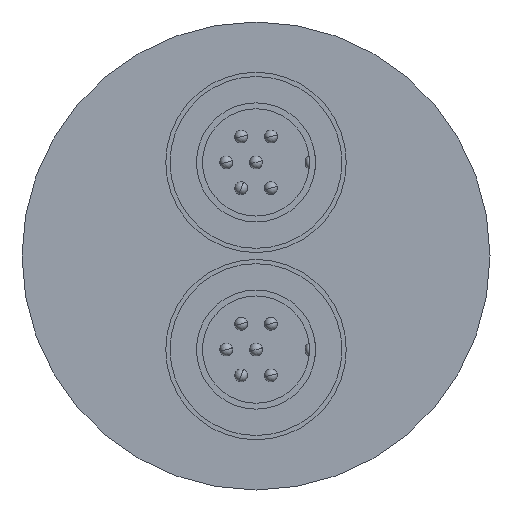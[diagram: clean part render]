
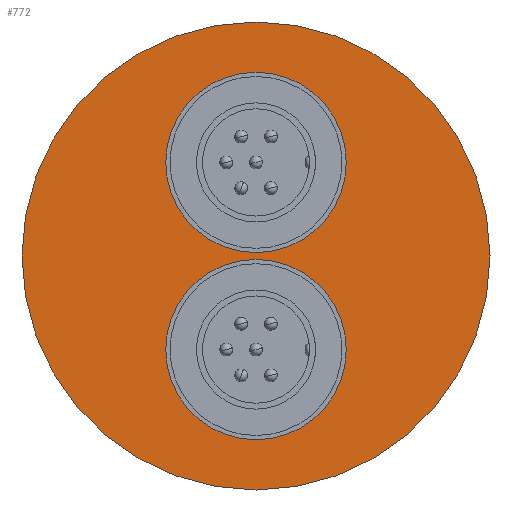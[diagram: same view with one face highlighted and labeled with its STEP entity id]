
A CAD part, front view. The second image highlights one B-rep face of the part: STEP entity #772.
In plain terms, the highlighted face is planar.
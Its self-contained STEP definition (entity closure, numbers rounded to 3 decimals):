
#128 = EDGE_LOOP ( 'NONE', ( #563, #2815 ) ) ;
#195 = AXIS2_PLACEMENT_3D ( 'NONE', #1985, #415, #2241 ) ;
#230 = CARTESIAN_POINT ( 'NONE',  ( 0., 0., -11. ) ) ;
#231 = CARTESIAN_POINT ( 'NONE',  ( 0., 0., 11. ) ) ;
#276 = AXIS2_PLACEMENT_3D ( 'NONE', #231, #2059, #494 ) ;
#300 = ORIENTED_EDGE ( 'NONE', *, *, #3318, .F. ) ;
#320 = AXIS2_PLACEMENT_3D ( 'NONE', #2303, #755, #2579 ) ;
#386 = AXIS2_PLACEMENT_3D ( 'NONE', #2496, #3292, #933 ) ;
#388 = VERTEX_POINT ( 'NONE', #2002 ) ;
#415 = DIRECTION ( 'NONE',  ( 1., 0., 0. ) ) ;
#480 = EDGE_CURVE ( 'NONE', #1664, #3378, #1363, .T. ) ;
#492 = DIRECTION ( 'NONE',  ( 0., 0., 1. ) ) ;
#494 = DIRECTION ( 'NONE',  ( 0., 0., 1. ) ) ;
#563 = ORIENTED_EDGE ( 'NONE', *, *, #480, .F. ) ;
#637 = CIRCLE ( 'NONE', #687, 10.6 ) ;
#687 = AXIS2_PLACEMENT_3D ( 'NONE', #230, #2058, #492 ) ;
#755 = DIRECTION ( 'NONE',  ( -1., 0., 0. ) ) ;
#756 = CIRCLE ( 'NONE', #851, 27.5 ) ;
#772 = ADVANCED_FACE ( 'NONE', ( #796, #1403, #2091 ), #2231, .T. ) ;
#774 = VERTEX_POINT ( 'NONE', #1461 ) ;
#796 = FACE_BOUND ( 'NONE', #1022, .T. ) ;
#851 = AXIS2_PLACEMENT_3D ( 'NONE', #1424, #3266, #1678 ) ;
#933 = DIRECTION ( 'NONE',  ( 0., 0., 1. ) ) ;
#1022 = EDGE_LOOP ( 'NONE', ( #2676, #300 ) ) ;
#1149 = EDGE_CURVE ( 'NONE', #774, #388, #756, .T. ) ;
#1184 = CARTESIAN_POINT ( 'NONE',  ( 0., 0., -11. ) ) ;
#1353 = CIRCLE ( 'NONE', #2116, 10.6 ) ;
#1363 = CIRCLE ( 'NONE', #276, 10.6 ) ;
#1403 = FACE_BOUND ( 'NONE', #128, .T. ) ;
#1415 = CIRCLE ( 'NONE', #320, 10.6 ) ;
#1424 = CARTESIAN_POINT ( 'NONE',  ( 0., 0., 0. ) ) ;
#1453 = DIRECTION ( 'NONE',  ( 0., 0., 1. ) ) ;
#1461 = CARTESIAN_POINT ( 'NONE',  ( 0., 0., -27.5 ) ) ;
#1562 = CARTESIAN_POINT ( 'NONE',  ( 0., 0., -21.6 ) ) ;
#1653 = EDGE_CURVE ( 'NONE', #388, #774, #1757, .T. ) ;
#1664 = VERTEX_POINT ( 'NONE', #1714 ) ;
#1678 = DIRECTION ( 'NONE',  ( 0., 0., -1. ) ) ;
#1714 = CARTESIAN_POINT ( 'NONE',  ( 0., 0., 21.6 ) ) ;
#1757 = CIRCLE ( 'NONE', #195, 27.5 ) ;
#1759 = EDGE_CURVE ( 'NONE', #2852, #2477, #1353, .T. ) ;
#1819 = CARTESIAN_POINT ( 'NONE',  ( 0., 0., 0.4 ) ) ;
#1921 = EDGE_LOOP ( 'NONE', ( #2910, #3380 ) ) ;
#1985 = CARTESIAN_POINT ( 'NONE',  ( 0., 0., 0. ) ) ;
#2002 = CARTESIAN_POINT ( 'NONE',  ( 0., 0., 27.5 ) ) ;
#2058 = DIRECTION ( 'NONE',  ( -1., 0., 0. ) ) ;
#2059 = DIRECTION ( 'NONE',  ( -1., 0., 0. ) ) ;
#2091 = FACE_OUTER_BOUND ( 'NONE', #1921, .T. ) ;
#2116 = AXIS2_PLACEMENT_3D ( 'NONE', #1184, #3026, #1453 ) ;
#2231 = PLANE ( 'NONE',  #386 ) ;
#2241 = DIRECTION ( 'NONE',  ( 0., 0., -1. ) ) ;
#2303 = CARTESIAN_POINT ( 'NONE',  ( 0., 0., 11. ) ) ;
#2338 = CARTESIAN_POINT ( 'NONE',  ( 0., 0., -0.4 ) ) ;
#2477 = VERTEX_POINT ( 'NONE', #1562 ) ;
#2496 = CARTESIAN_POINT ( 'NONE',  ( 0., 0., 0. ) ) ;
#2579 = DIRECTION ( 'NONE',  ( 0., 0., 1. ) ) ;
#2676 = ORIENTED_EDGE ( 'NONE', *, *, #1759, .F. ) ;
#2815 = ORIENTED_EDGE ( 'NONE', *, *, #3299, .F. ) ;
#2852 = VERTEX_POINT ( 'NONE', #2338 ) ;
#2910 = ORIENTED_EDGE ( 'NONE', *, *, #1149, .F. ) ;
#3026 = DIRECTION ( 'NONE',  ( -1., 0., 0. ) ) ;
#3266 = DIRECTION ( 'NONE',  ( 1., 0., 0. ) ) ;
#3292 = DIRECTION ( 'NONE',  ( -1., 0., 0. ) ) ;
#3299 = EDGE_CURVE ( 'NONE', #3378, #1664, #1415, .T. ) ;
#3318 = EDGE_CURVE ( 'NONE', #2477, #2852, #637, .T. ) ;
#3378 = VERTEX_POINT ( 'NONE', #1819 ) ;
#3380 = ORIENTED_EDGE ( 'NONE', *, *, #1653, .F. ) ;
